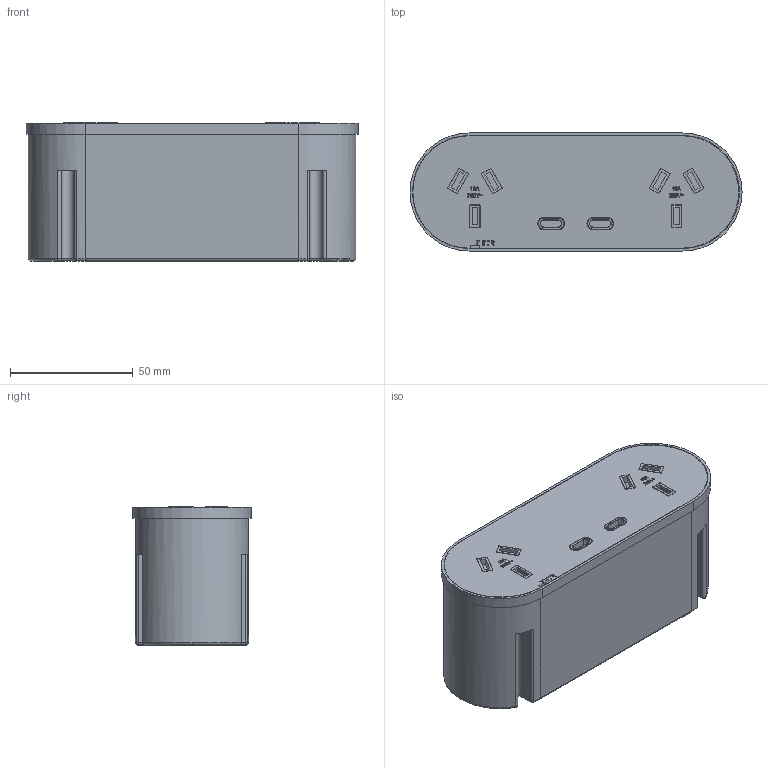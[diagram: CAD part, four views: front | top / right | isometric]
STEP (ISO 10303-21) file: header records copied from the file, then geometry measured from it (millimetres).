
FILE_DESCRIPTION (( 'STEP AP214' ), '1' );
FILE_NAME ('BIM 13-O-USBC.STEP', '2025-09-05T03:55:29', ( '' ), ( '' ), 'SwSTEP 2.0', 'SolidWorks 2025', '' );
FILE_SCHEMA (( 'AUTOMOTIVE_DESIGN' ));
Length unit declared in the file: millimetre
Products named in the file (1): BIM 13-O-USBC
Bounding box: 135 x 48 x 56.15 mm (x, y, z)
Volume: 182361.9 mm3; surface area: 72578.7 mm2
Topology: 2 solids, 2 shells, 681 faces, 1740 edges, 1118 vertices
Faces by surface type: plane 347, cylinder 120, bspline 110, torus 46, cone 41, sphere 17
Entity records: 25504 total; most frequent: CARTESIAN_POINT 9645, ORIENTED_EDGE 3476, DIRECTION 2958, EDGE_CURVE 1738, VERTEX_POINT 1117, AXIS2_PLACEMENT_3D 994, VECTOR 970, LINE 970
